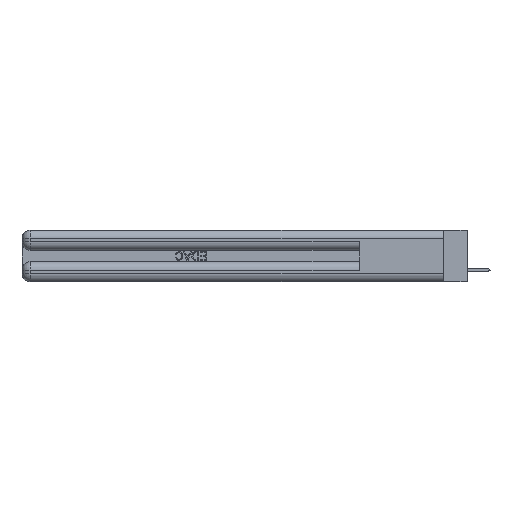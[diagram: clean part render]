
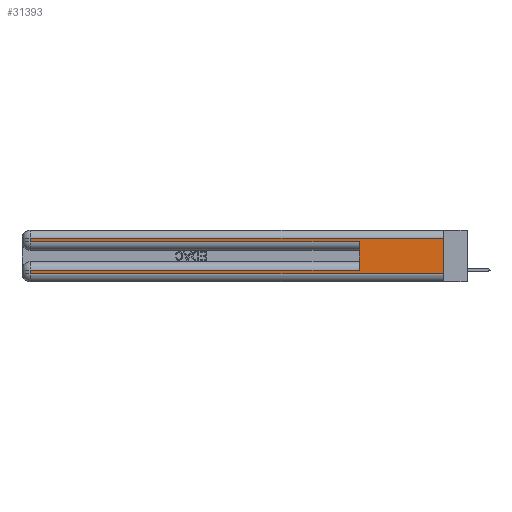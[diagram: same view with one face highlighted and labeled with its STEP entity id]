
A CAD part, left-side view. The second image highlights one B-rep face of the part: STEP entity #31393.
In plain terms, the highlighted planar face has unit normal (-1, 0, 0).
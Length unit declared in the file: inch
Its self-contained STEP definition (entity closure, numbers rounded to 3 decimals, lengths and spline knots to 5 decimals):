
#110 = CARTESIAN_POINT ( 'NONE',  ( 0., 2.94, 0.285 ) ) ;
#228 = ORIENTED_EDGE ( 'NONE', *, *, #21511, .T. ) ;
#401 = ORIENTED_EDGE ( 'NONE', *, *, #19313, .T. ) ;
#547 = ORIENTED_EDGE ( 'NONE', *, *, #21509, .F. ) ;
#865 = FACE_OUTER_BOUND ( 'NONE', #28698, .T. ) ;
#2240 = VECTOR ( 'NONE', #32346, 39.37008 ) ;
#2353 = CARTESIAN_POINT ( 'NONE',  ( 0., 0., 0.37 ) ) ;
#2639 = LINE ( 'NONE', #31348, #9871 ) ;
#2892 = CARTESIAN_POINT ( 'NONE',  ( 0., 0., 0.37 ) ) ;
#3803 = CARTESIAN_POINT ( 'NONE',  ( 0., 2.94, 0.085 ) ) ;
#4708 = DIRECTION ( 'NONE',  ( 0., 0., -1. ) ) ;
#5088 = VECTOR ( 'NONE', #4708, 39.37008 ) ;
#7318 = EDGE_CURVE ( 'NONE', #45072, #35064, #31565, .T. ) ;
#7408 = ORIENTED_EDGE ( 'NONE', *, *, #27390, .T. ) ;
#8450 = VERTEX_POINT ( 'NONE', #26680 ) ;
#8655 = VECTOR ( 'NONE', #27486, 39.37008 ) ;
#8918 = EDGE_CURVE ( 'NONE', #27506, #48007, #31370, .T. ) ;
#9403 = AXIS2_PLACEMENT_3D ( 'NONE', #2353, #44905, #35268 ) ;
#9871 = VECTOR ( 'NONE', #12161, 39.37008 ) ;
#10334 = ORIENTED_EDGE ( 'NONE', *, *, #7318, .T. ) ;
#12146 = CARTESIAN_POINT ( 'NONE',  ( 0., 0., 0.285 ) ) ;
#12161 = DIRECTION ( 'NONE',  ( 0., 0., -1. ) ) ;
#12656 = CARTESIAN_POINT ( 'NONE',  ( 0., 0., 0.085 ) ) ;
#13125 = CARTESIAN_POINT ( 'NONE',  ( 0., 0., 0.31 ) ) ;
#13552 = CARTESIAN_POINT ( 'NONE',  ( 0., 0.6, 0.085 ) ) ;
#14841 = VECTOR ( 'NONE', #39608, 39.37008 ) ;
#15701 = ORIENTED_EDGE ( 'NONE', *, *, #40071, .T. ) ;
#15754 = VECTOR ( 'NONE', #31694, 39.37008 ) ;
#17177 = VECTOR ( 'NONE', #39574, 39.37008 ) ;
#17246 = LINE ( 'NONE', #2892, #22112 ) ;
#19313 = EDGE_CURVE ( 'NONE', #8450, #25131, #36633, .T. ) ;
#21463 = PLANE ( 'NONE',  #9403 ) ;
#21509 = EDGE_CURVE ( 'NONE', #29649, #35064, #27411, .T. ) ;
#21511 = EDGE_CURVE ( 'NONE', #48997, #27506, #24986, .T. ) ;
#21640 = DIRECTION ( 'NONE',  ( 0., 0., -1. ) ) ;
#22112 = VECTOR ( 'NONE', #21640, 39.37008 ) ;
#24986 = LINE ( 'NONE', #36019, #5088 ) ;
#25051 = LINE ( 'NONE', #12656, #14841 ) ;
#25131 = VERTEX_POINT ( 'NONE', #49528 ) ;
#26680 = CARTESIAN_POINT ( 'NONE',  ( 0., 0., 0.31 ) ) ;
#26909 = CARTESIAN_POINT ( 'NONE',  ( 0., 0., 0.06 ) ) ;
#27390 = EDGE_CURVE ( 'NONE', #29649, #48997, #25051, .T. ) ;
#27411 = LINE ( 'NONE', #43676, #17177 ) ;
#27486 = DIRECTION ( 'NONE',  ( 0., -1., 0. ) ) ;
#27506 = VERTEX_POINT ( 'NONE', #42263 ) ;
#27740 = ORIENTED_EDGE ( 'NONE', *, *, #28859, .F. ) ;
#28085 = CARTESIAN_POINT ( 'NONE',  ( 0., 0., 0.06 ) ) ;
#28698 = EDGE_LOOP ( 'NONE', ( #27740, #401, #15701, #10334, #547, #7408, #228, #30595 ) ) ;
#28859 = EDGE_CURVE ( 'NONE', #8450, #48007, #17246, .T. ) ;
#29649 = VERTEX_POINT ( 'NONE', #13552 ) ;
#30595 = ORIENTED_EDGE ( 'NONE', *, *, #8918, .T. ) ;
#31348 = CARTESIAN_POINT ( 'NONE',  ( 0., 2.94, 0.37 ) ) ;
#31370 = LINE ( 'NONE', #26909, #15754 ) ;
#31393 = ADVANCED_FACE ( 'NONE', ( #865 ), #21463, .F. ) ;
#31565 = LINE ( 'NONE', #12146, #8655 ) ;
#31694 = DIRECTION ( 'NONE',  ( 0., -1., 0. ) ) ;
#32346 = DIRECTION ( 'NONE',  ( 0., 1., 0. ) ) ;
#35064 = VERTEX_POINT ( 'NONE', #41743 ) ;
#35268 = DIRECTION ( 'NONE',  ( 0., 0., -1. ) ) ;
#36019 = CARTESIAN_POINT ( 'NONE',  ( 0., 2.94, 0.37 ) ) ;
#36633 = LINE ( 'NONE', #13125, #2240 ) ;
#39574 = DIRECTION ( 'NONE',  ( 0., 0., 1. ) ) ;
#39608 = DIRECTION ( 'NONE',  ( 0., 1., 0. ) ) ;
#40071 = EDGE_CURVE ( 'NONE', #25131, #45072, #2639, .T. ) ;
#41743 = CARTESIAN_POINT ( 'NONE',  ( 0., 0.6, 0.285 ) ) ;
#42263 = CARTESIAN_POINT ( 'NONE',  ( 0., 2.94, 0.06 ) ) ;
#43676 = CARTESIAN_POINT ( 'NONE',  ( 0., 0.6, 0.145 ) ) ;
#44905 = DIRECTION ( 'NONE',  ( 1., 0., 0. ) ) ;
#45072 = VERTEX_POINT ( 'NONE', #110 ) ;
#48007 = VERTEX_POINT ( 'NONE', #28085 ) ;
#48997 = VERTEX_POINT ( 'NONE', #3803 ) ;
#49528 = CARTESIAN_POINT ( 'NONE',  ( 0., 2.94, 0.31 ) ) ;
